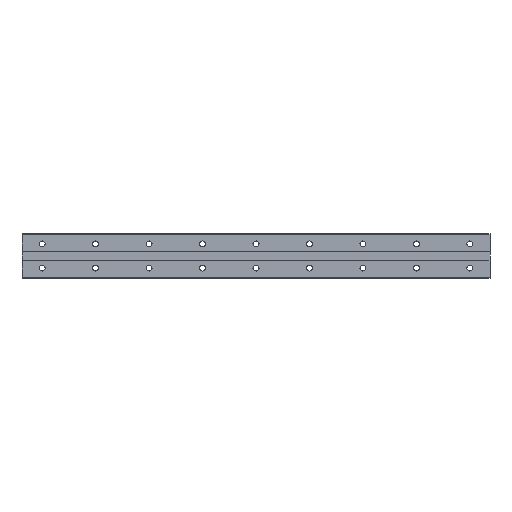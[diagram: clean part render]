
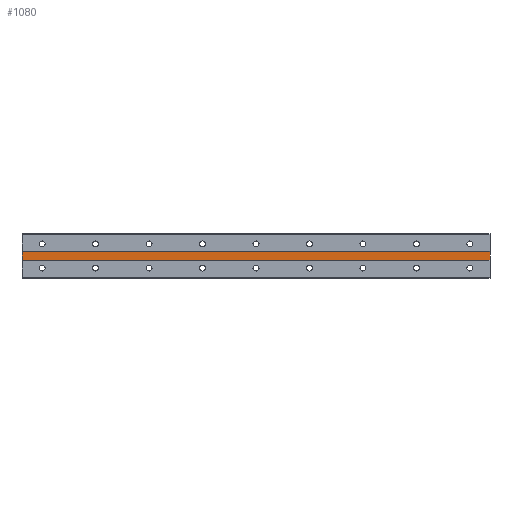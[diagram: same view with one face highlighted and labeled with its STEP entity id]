
A CAD part, front view. The second image highlights one B-rep face of the part: STEP entity #1080.
In plain terms, the highlighted planar face has unit normal (0, -1, 0).
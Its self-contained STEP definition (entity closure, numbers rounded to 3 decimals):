
#58 = CARTESIAN_POINT ( 'NONE',  ( 335., 0.5, 3. ) ) ;
#84 = CARTESIAN_POINT ( 'NONE',  ( 335., 0.5, 16.615 ) ) ;
#114 = VECTOR ( 'NONE', #193, 1000. ) ;
#168 = CARTESIAN_POINT ( 'NONE',  ( -15., 0.5, 16.615 ) ) ;
#184 = VERTEX_POINT ( 'NONE', #2116 ) ;
#193 = DIRECTION ( 'NONE',  ( 1., 0., 0. ) ) ;
#351 = PLANE ( 'NONE',  #417 ) ;
#375 = DIRECTION ( 'NONE',  ( 0., 1., 0. ) ) ;
#386 = CARTESIAN_POINT ( 'NONE',  ( 335., 0.5, 3. ) ) ;
#417 = AXIS2_PLACEMENT_3D ( 'NONE', #58, #375, #1594 ) ;
#544 = EDGE_CURVE ( 'NONE', #2772, #2932, #2832, .T. ) ;
#600 = VECTOR ( 'NONE', #3703, 1000. ) ;
#802 = VECTOR ( 'NONE', #2213, 1000. ) ;
#921 = CARTESIAN_POINT ( 'NONE',  ( 335., 0.5, -3. ) ) ;
#1030 = CARTESIAN_POINT ( 'NONE',  ( 335., 0.5, 3. ) ) ;
#1080 = ADVANCED_FACE ( 'NONE', ( #3106 ), #351, .F. ) ;
#1096 = CARTESIAN_POINT ( 'NONE',  ( 335., 0.5, -3. ) ) ;
#1317 = LINE ( 'NONE', #1030, #600 ) ;
#1475 = ORIENTED_EDGE ( 'NONE', *, *, #2101, .F. ) ;
#1594 = DIRECTION ( 'NONE',  ( 0., 0., 1. ) ) ;
#1843 = CARTESIAN_POINT ( 'NONE',  ( -15., 0.5, -3. ) ) ;
#2101 = EDGE_CURVE ( 'NONE', #184, #2772, #1317, .T. ) ;
#2116 = CARTESIAN_POINT ( 'NONE',  ( -15., 0.5, 3. ) ) ;
#2213 = DIRECTION ( 'NONE',  ( 0., 0., -1. ) ) ;
#2239 = EDGE_CURVE ( 'NONE', #2424, #2932, #2637, .T. ) ;
#2417 = ORIENTED_EDGE ( 'NONE', *, *, #544, .F. ) ;
#2424 = VERTEX_POINT ( 'NONE', #1843 ) ;
#2473 = VECTOR ( 'NONE', #3342, 1000. ) ;
#2570 = EDGE_CURVE ( 'NONE', #184, #2424, #3698, .T. ) ;
#2637 = LINE ( 'NONE', #1096, #114 ) ;
#2726 = ORIENTED_EDGE ( 'NONE', *, *, #2239, .T. ) ;
#2772 = VERTEX_POINT ( 'NONE', #386 ) ;
#2832 = LINE ( 'NONE', #84, #2473 ) ;
#2870 = ORIENTED_EDGE ( 'NONE', *, *, #2570, .T. ) ;
#2932 = VERTEX_POINT ( 'NONE', #921 ) ;
#3106 = FACE_OUTER_BOUND ( 'NONE', #3742, .T. ) ;
#3342 = DIRECTION ( 'NONE',  ( 0., 0., -1. ) ) ;
#3698 = LINE ( 'NONE', #168, #802 ) ;
#3703 = DIRECTION ( 'NONE',  ( 1., 0., 0. ) ) ;
#3742 = EDGE_LOOP ( 'NONE', ( #2726, #2417, #1475, #2870 ) ) ;
